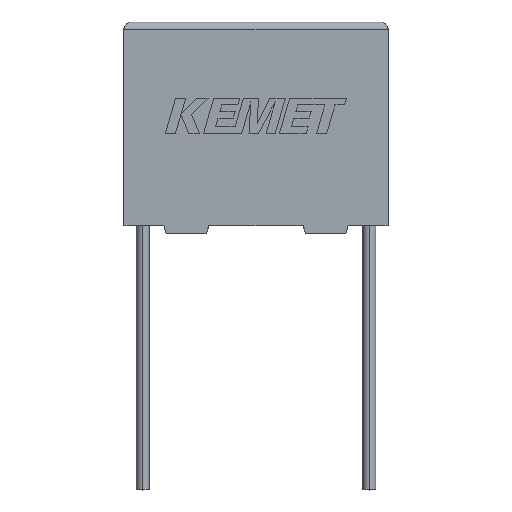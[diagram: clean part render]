
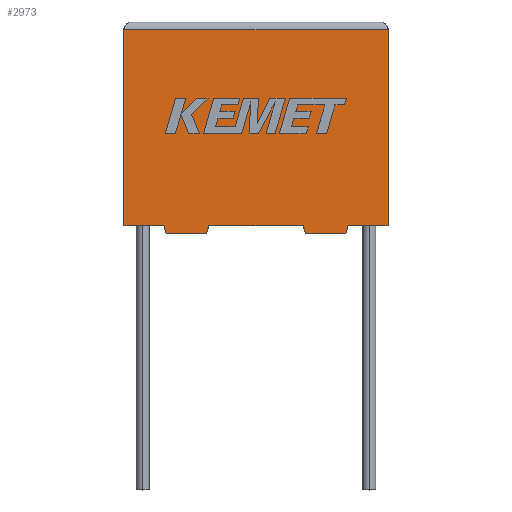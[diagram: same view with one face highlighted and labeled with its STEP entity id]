
A CAD part, top view. The second image highlights one B-rep face of the part: STEP entity #2973.
In plain terms, the highlighted planar face has unit normal (0, 0, 1).
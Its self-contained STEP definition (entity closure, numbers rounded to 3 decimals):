
#2 = DIRECTION ( 'NONE',  ( 1., 0., 0. ) ) ;
#9 = AXIS2_PLACEMENT_3D ( 'NONE', #635, #2395, #883 ) ;
#12 = CARTESIAN_POINT ( 'NONE',  ( 0., 0., 8. ) ) ;
#13 = VECTOR ( 'NONE', #1817, 1000. ) ;
#17 = LINE ( 'NONE', #2099, #1246 ) ;
#34 = EDGE_CURVE ( 'NONE', #3221, #1866, #2012, .T. ) ;
#53 = CARTESIAN_POINT ( 'NONE',  ( 12.023, -0.5, 8. ) ) ;
#88 = EDGE_CURVE ( 'NONE', #2240, #1560, #17, .T. ) ;
#92 = EDGE_CURVE ( 'NONE', #1391, #2001, #601, .T. ) ;
#93 = ORIENTED_EDGE ( 'NONE', *, *, #1856, .T. ) ;
#98 = ORIENTED_EDGE ( 'NONE', *, *, #34, .T. ) ;
#126 = CARTESIAN_POINT ( 'NONE',  ( 0., 13., 8. ) ) ;
#149 = ORIENTED_EDGE ( 'NONE', *, *, #92, .T. ) ;
#150 = CARTESIAN_POINT ( 'NONE',  ( 14.7, -0.5, 8. ) ) ;
#166 = DIRECTION ( 'NONE',  ( -0.287, 0.958, 0. ) ) ;
#203 = EDGE_CURVE ( 'NONE', #2066, #1391, #2448, .T. ) ;
#265 = DIRECTION ( 'NONE',  ( 1., 0., 0. ) ) ;
#287 = VECTOR ( 'NONE', #2, 1000. ) ;
#292 = CARTESIAN_POINT ( 'NONE',  ( 0., 0., 8. ) ) ;
#352 = CARTESIAN_POINT ( 'NONE',  ( 17.5, 0., 8. ) ) ;
#371 = LINE ( 'NONE', #1490, #287 ) ;
#382 = DIRECTION ( 'NONE',  ( -0.287, -0.958, 0. ) ) ;
#408 = CARTESIAN_POINT ( 'NONE',  ( 12.023, -0.5, 8. ) ) ;
#465 = LINE ( 'NONE', #408, #1700 ) ;
#478 = EDGE_LOOP ( 'NONE', ( #2925, #149, #2681, #622, #98, #2074, #3199, #2886, #703, #665, #939, #93 ) ) ;
#488 = CARTESIAN_POINT ( 'NONE',  ( 5.628, 0., 8. ) ) ;
#513 = DIRECTION ( 'NONE',  ( 1., 0., 0. ) ) ;
#550 = CARTESIAN_POINT ( 'NONE',  ( 17.5, 0., 8. ) ) ;
#596 = LINE ( 'NONE', #150, #2326 ) ;
#601 = LINE ( 'NONE', #126, #1413 ) ;
#612 = DIRECTION ( 'NONE',  ( -1., 0., 0. ) ) ;
#622 = ORIENTED_EDGE ( 'NONE', *, *, #894, .T. ) ;
#624 = DIRECTION ( 'NONE',  ( 0.287, -0.958, 0. ) ) ;
#635 = CARTESIAN_POINT ( 'NONE',  ( 0., 0., 8. ) ) ;
#665 = ORIENTED_EDGE ( 'NONE', *, *, #2305, .F. ) ;
#703 = ORIENTED_EDGE ( 'NONE', *, *, #1252, .F. ) ;
#883 = DIRECTION ( 'NONE',  ( -1., 0., 0. ) ) ;
#894 = EDGE_CURVE ( 'NONE', #2852, #3221, #1634, .T. ) ;
#924 = LINE ( 'NONE', #1477, #1424 ) ;
#939 = ORIENTED_EDGE ( 'NONE', *, *, #88, .F. ) ;
#1015 = CARTESIAN_POINT ( 'NONE',  ( 0., 0., 8. ) ) ;
#1114 = DIRECTION ( 'NONE',  ( 1., 0., 0. ) ) ;
#1143 = CARTESIAN_POINT ( 'NONE',  ( 11.873, 0., 8. ) ) ;
#1199 = CARTESIAN_POINT ( 'NONE',  ( 5.478, -0.5, 8. ) ) ;
#1209 = CARTESIAN_POINT ( 'NONE',  ( 5.478, -0.5, 8. ) ) ;
#1246 = VECTOR ( 'NONE', #382, 1000. ) ;
#1252 = EDGE_CURVE ( 'NONE', #3161, #1712, #465, .T. ) ;
#1364 = EDGE_CURVE ( 'NONE', #2001, #2852, #924, .T. ) ;
#1367 = CARTESIAN_POINT ( 'NONE',  ( 2.8, -0.5, 8. ) ) ;
#1391 = VERTEX_POINT ( 'NONE', #2252 ) ;
#1413 = VECTOR ( 'NONE', #612, 1000. ) ;
#1424 = VECTOR ( 'NONE', #3240, 1000. ) ;
#1477 = CARTESIAN_POINT ( 'NONE',  ( 0., 0., 8. ) ) ;
#1490 = CARTESIAN_POINT ( 'NONE',  ( 0., 0., 8. ) ) ;
#1560 = VERTEX_POINT ( 'NONE', #2007 ) ;
#1580 = LINE ( 'NONE', #12, #2101 ) ;
#1629 = VERTEX_POINT ( 'NONE', #488 ) ;
#1634 = LINE ( 'NONE', #1015, #2629 ) ;
#1700 = VECTOR ( 'NONE', #166, 1000. ) ;
#1712 = VERTEX_POINT ( 'NONE', #1143 ) ;
#1713 = VECTOR ( 'NONE', #1114, 1000. ) ;
#1742 = DIRECTION ( 'NONE',  ( 0.287, 0.958, 0. ) ) ;
#1793 = EDGE_CURVE ( 'NONE', #3102, #1629, #2144, .T. ) ;
#1817 = DIRECTION ( 'NONE',  ( 0., 1., 0. ) ) ;
#1851 = VECTOR ( 'NONE', #624, 1000. ) ;
#1856 = EDGE_CURVE ( 'NONE', #2240, #2066, #1580, .T. ) ;
#1866 = VERTEX_POINT ( 'NONE', #2770 ) ;
#2001 = VERTEX_POINT ( 'NONE', #2360 ) ;
#2007 = CARTESIAN_POINT ( 'NONE',  ( 14.7, -0.5, 8. ) ) ;
#2012 = LINE ( 'NONE', #2596, #1851 ) ;
#2066 = VERTEX_POINT ( 'NONE', #352 ) ;
#2074 = ORIENTED_EDGE ( 'NONE', *, *, #2921, .T. ) ;
#2099 = CARTESIAN_POINT ( 'NONE',  ( 14.85, 0., 8. ) ) ;
#2101 = VECTOR ( 'NONE', #265, 1000. ) ;
#2144 = LINE ( 'NONE', #1199, #2969 ) ;
#2146 = PLANE ( 'NONE',  #9 ) ;
#2208 = FACE_OUTER_BOUND ( 'NONE', #478, .T. ) ;
#2240 = VERTEX_POINT ( 'NONE', #3132 ) ;
#2252 = CARTESIAN_POINT ( 'NONE',  ( 17.5, 13., 8. ) ) ;
#2305 = EDGE_CURVE ( 'NONE', #1560, #3161, #596, .T. ) ;
#2326 = VECTOR ( 'NONE', #3097, 1000. ) ;
#2337 = CARTESIAN_POINT ( 'NONE',  ( 2.65, 0., 8. ) ) ;
#2360 = CARTESIAN_POINT ( 'NONE',  ( 0., 13., 8. ) ) ;
#2395 = DIRECTION ( 'NONE',  ( 0., 0., -1. ) ) ;
#2448 = LINE ( 'NONE', #550, #13 ) ;
#2565 = LINE ( 'NONE', #1367, #1713 ) ;
#2577 = EDGE_CURVE ( 'NONE', #1629, #1712, #371, .T. ) ;
#2596 = CARTESIAN_POINT ( 'NONE',  ( 2.65, 0., 8. ) ) ;
#2629 = VECTOR ( 'NONE', #513, 1000. ) ;
#2681 = ORIENTED_EDGE ( 'NONE', *, *, #1364, .T. ) ;
#2770 = CARTESIAN_POINT ( 'NONE',  ( 2.8, -0.5, 8. ) ) ;
#2852 = VERTEX_POINT ( 'NONE', #292 ) ;
#2886 = ORIENTED_EDGE ( 'NONE', *, *, #2577, .T. ) ;
#2921 = EDGE_CURVE ( 'NONE', #1866, #3102, #2565, .T. ) ;
#2925 = ORIENTED_EDGE ( 'NONE', *, *, #203, .T. ) ;
#2969 = VECTOR ( 'NONE', #1742, 1000. ) ;
#2973 = ADVANCED_FACE ( 'NONE', ( #2208 ), #2146, .F. ) ;
#3097 = DIRECTION ( 'NONE',  ( -1., 0., 0. ) ) ;
#3102 = VERTEX_POINT ( 'NONE', #1209 ) ;
#3132 = CARTESIAN_POINT ( 'NONE',  ( 14.85, 0., 8. ) ) ;
#3161 = VERTEX_POINT ( 'NONE', #53 ) ;
#3199 = ORIENTED_EDGE ( 'NONE', *, *, #1793, .T. ) ;
#3221 = VERTEX_POINT ( 'NONE', #2337 ) ;
#3240 = DIRECTION ( 'NONE',  ( 0., -1., 0. ) ) ;
